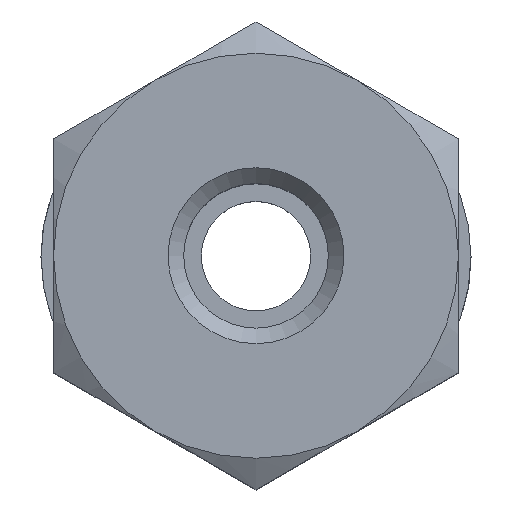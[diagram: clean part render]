
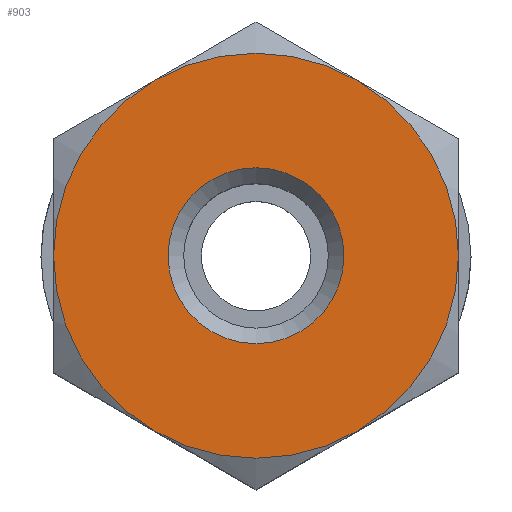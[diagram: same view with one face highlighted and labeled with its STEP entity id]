
A CAD part, top view. The second image highlights one B-rep face of the part: STEP entity #903.
In plain terms, the highlighted planar face has unit normal (0, 0, 1).
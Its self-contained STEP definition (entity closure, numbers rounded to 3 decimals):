
#209=ORIENTED_EDGE('',*,*,#316,.F.);
#210=ORIENTED_EDGE('',*,*,#317,.T.);
#211=ORIENTED_EDGE('',*,*,#321,.T.);
#212=ORIENTED_EDGE('',*,*,#320,.T.);
#213=ORIENTED_EDGE('',*,*,#319,.T.);
#214=ORIENTED_EDGE('',*,*,#322,.T.);
#215=ORIENTED_EDGE('',*,*,#318,.T.);
#316=EDGE_CURVE('',#383,#383,#418,.T.);
#317=EDGE_CURVE('',#377,#375,#419,.T.);
#318=EDGE_CURVE('',#379,#377,#420,.T.);
#319=EDGE_CURVE('',#371,#369,#421,.T.);
#320=EDGE_CURVE('',#373,#371,#422,.T.);
#321=EDGE_CURVE('',#375,#373,#423,.T.);
#322=EDGE_CURVE('',#369,#379,#424,.T.);
#369=VERTEX_POINT('',#1279);
#371=VERTEX_POINT('',#1291);
#373=VERTEX_POINT('',#1303);
#375=VERTEX_POINT('',#1315);
#377=VERTEX_POINT('',#1327);
#379=VERTEX_POINT('',#1339);
#383=VERTEX_POINT('',#1354);
#418=CIRCLE('',#966,2.413);
#419=CIRCLE('',#968,5.555);
#420=CIRCLE('',#970,5.555);
#421=CIRCLE('',#972,5.555);
#422=CIRCLE('',#974,5.555);
#423=CIRCLE('',#976,5.555);
#424=CIRCLE('',#978,5.555);
#474=EDGE_LOOP('',(#209));
#475=EDGE_LOOP('',(#210,#211,#212,#213,#214,#215));
#536=FACE_BOUND('',#474,.T.);
#537=FACE_BOUND('',#475,.T.);
#566=PLANE('',#977);
#903=ADVANCED_FACE('',(#536,#537),#566,.F.);
#966=AXIS2_PLACEMENT_3D('',#1353,#1097,#1098);
#968=AXIS2_PLACEMENT_3D('',#1356,#1101,#1102);
#970=AXIS2_PLACEMENT_3D('',#1358,#1105,#1106);
#972=AXIS2_PLACEMENT_3D('',#1360,#1109,#1110);
#974=AXIS2_PLACEMENT_3D('',#1362,#1113,#1114);
#976=AXIS2_PLACEMENT_3D('',#1364,#1117,#1118);
#977=AXIS2_PLACEMENT_3D('',#1365,#1119,#1120);
#978=AXIS2_PLACEMENT_3D('',#1366,#1121,#1122);
#1097=DIRECTION('',(0.,0.,1.));
#1098=DIRECTION('',(1.,0.,0.));
#1101=DIRECTION('',(0.,0.,1.));
#1102=DIRECTION('',(1.,0.,0.));
#1105=DIRECTION('',(0.,0.,1.));
#1106=DIRECTION('',(1.,0.,0.));
#1109=DIRECTION('',(0.,0.,1.));
#1110=DIRECTION('',(1.,0.,0.));
#1113=DIRECTION('',(0.,0.,1.));
#1114=DIRECTION('',(1.,0.,0.));
#1117=DIRECTION('',(0.,0.,1.));
#1118=DIRECTION('',(1.,0.,0.));
#1119=DIRECTION('',(0.,0.,-1.));
#1120=DIRECTION('',(-1.,0.,0.));
#1121=DIRECTION('',(0.,0.,1.));
#1122=DIRECTION('',(1.,0.,0.));
#1279=CARTESIAN_POINT('',(-5.555,0.,6.));
#1291=CARTESIAN_POINT('',(-2.778,4.811,6.));
#1303=CARTESIAN_POINT('',(2.778,4.811,6.));
#1315=CARTESIAN_POINT('',(5.555,0.,6.));
#1327=CARTESIAN_POINT('',(2.778,-4.811,6.));
#1339=CARTESIAN_POINT('',(-2.778,-4.811,6.));
#1353=CARTESIAN_POINT('',(0.,0.,6.));
#1354=CARTESIAN_POINT('',(2.413,0.,6.));
#1356=CARTESIAN_POINT('',(0.,0.,6.));
#1358=CARTESIAN_POINT('',(0.,0.,6.));
#1360=CARTESIAN_POINT('',(0.,0.,6.));
#1362=CARTESIAN_POINT('',(0.,0.,6.));
#1364=CARTESIAN_POINT('',(0.,0.,6.));
#1365=CARTESIAN_POINT('',(5.555,0.,6.));
#1366=CARTESIAN_POINT('',(0.,0.,6.));
